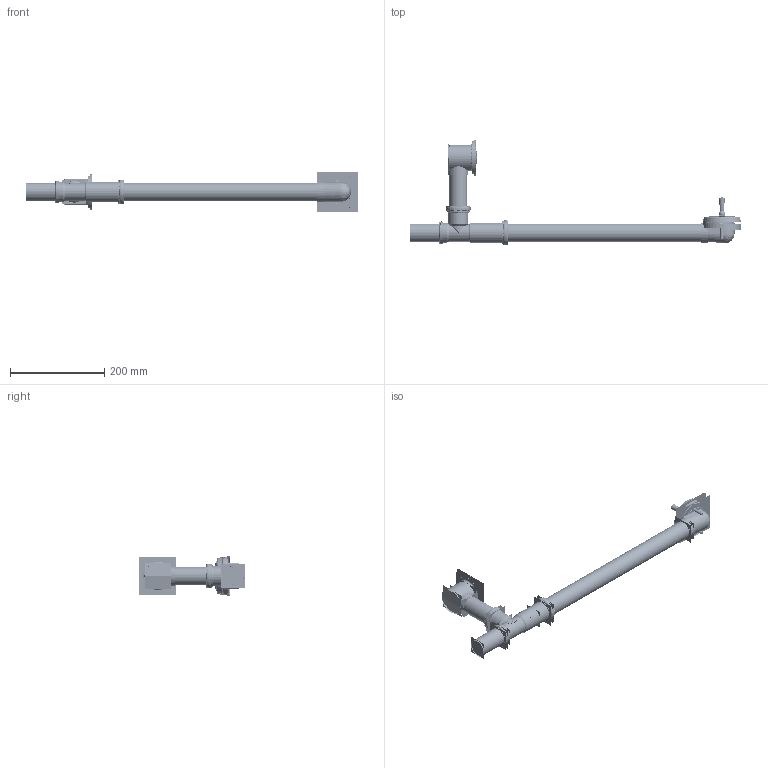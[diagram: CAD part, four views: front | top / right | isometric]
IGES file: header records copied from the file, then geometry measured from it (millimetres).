
Start section:  PTC IGES file: 253_asm.igs
Global section: file name: 253_asm.igs; native system: Creo Parametric by PTC Inc.; preprocessor: 2018400; author: rsmith; organization: Unknown; date: 20211025.110216; units: inch
Bounding box: 703.53 x 224.93 x 85.85 mm (x, y, z)
Surface area: 1710964.4 mm2 (no closed solid volume)
Topology: 0 solids, 0 shells, 3484 faces, 41346 edges, 48655 vertices
Faces by surface type: revolution 2240, bspline 1130, extrusion 114
